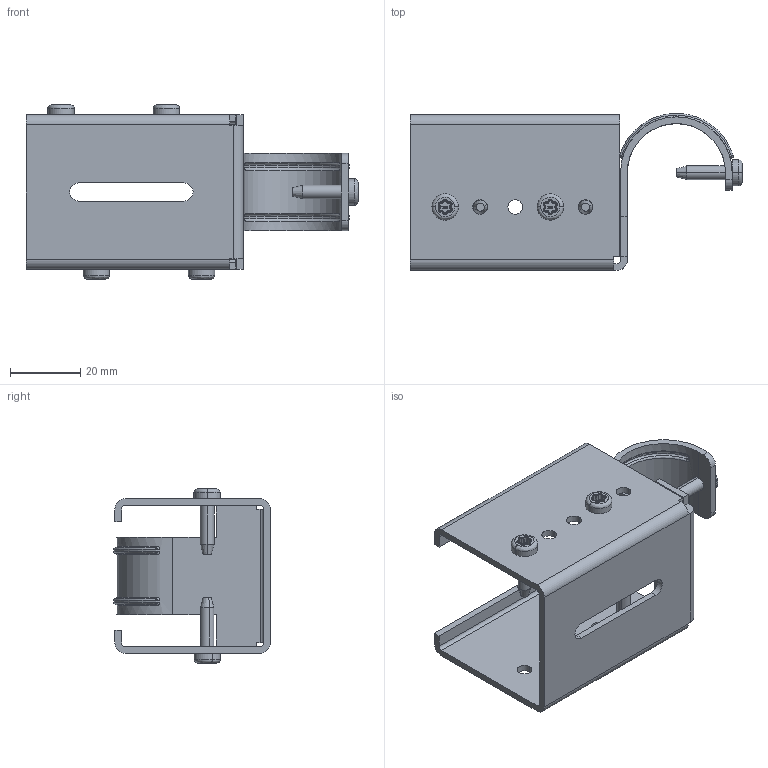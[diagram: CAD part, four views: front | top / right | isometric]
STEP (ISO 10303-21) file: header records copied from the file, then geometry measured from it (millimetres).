
FILE_DESCRIPTION (( 'STEP AP214' ), '1' );
FILE_NAME ('7750006', '2019-01-30T09:40:37', ( '' ), ('JUGARD+KÜNSTNER GmbH'), 'SwSTEP 2.0', 'SolidWorks 2017', '' );
FILE_SCHEMA (( 'AUTOMOTIVE_DESIGN' ));
Length unit declared in the file: millimetre
Products named in the file (3): 7750006; Part4; Part5
Assembly tree (6 placements, depth 2):
  7750006
    Part4
    Part5  x5
Bounding box: 94.6 x 44.64 x 49.6 mm (x, y, z)
Volume: 19927.3 mm3; surface area: 22946.4 mm2
Topology: 6 solids, 6 shells, 898 faces, 2240 edges, 1367 vertices
Faces by surface type: bspline 381, cylinder 281, plane 226, cone 10
Entity records: 12473 total; most frequent: CARTESIAN_POINT 5471, ORIENTED_EDGE 1536, DIRECTION 1317, EDGE_CURVE 768, AXIS2_PLACEMENT_3D 489, VERTEX_POINT 475, LINE 339, VECTOR 339
